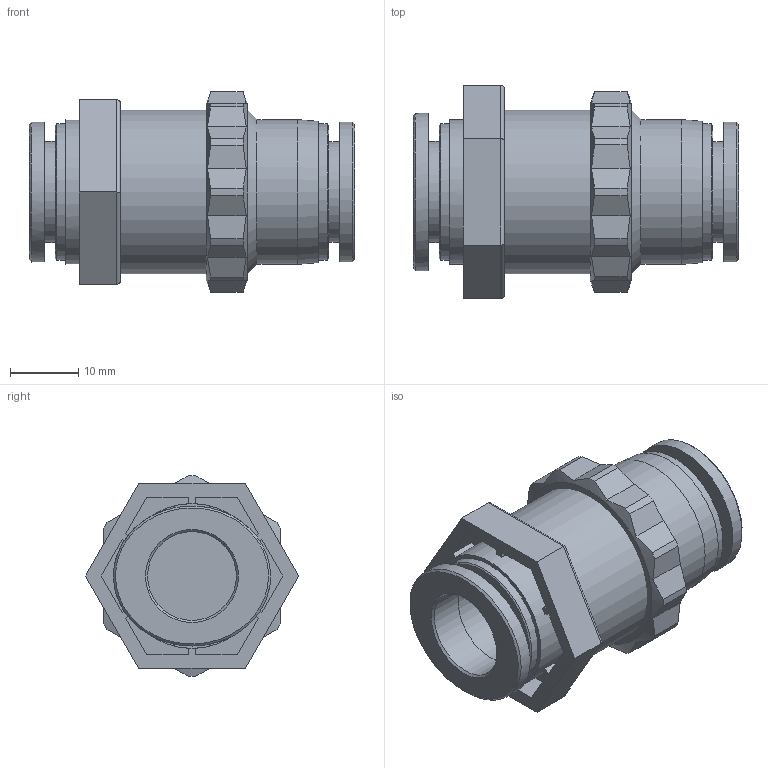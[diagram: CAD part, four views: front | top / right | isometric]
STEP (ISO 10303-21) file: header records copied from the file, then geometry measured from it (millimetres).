
FILE_DESCRIPTION((''),'2;1');
FILE_NAME('PPM 1_2.stp','2016-10-17T14:54:54',('Administrator'),(''),'Autodesk Inventor 2013','Autodesk Inventor 2013','');
FILE_SCHEMA(('CONFIG_CONTROL_DESIGN'));
Length unit declared in the file: millimetre
Products named in the file (5): PPM 1_2; NPM BODY 1_2; PPM NUT 12; SLEEVE N1_2L; SLEEVE N1_2R-L
Assembly tree (4 placements, depth 2):
  PPM 1_2
    NPM BODY 1_2
    PPM NUT 12
    SLEEVE N1_2L
    SLEEVE N1_2R-L
Bounding box: 47.6 x 31.18 x 29.4 mm (x, y, z)
Volume: 14591.7 mm3; surface area: 9739 mm2
Topology: 4 solids, 4 shells, 120 faces, 295 edges, 191 vertices
Faces by surface type: plane 76, cylinder 31, cone 11, bspline 2
Full cylindrical faces by diameter (mm): 13 x4, 14.8 x2, 20 x2, 20.5 x1, 21.2 x2, 22 x1, 24 x1
Entity records: 3580 total; most frequent: CARTESIAN_POINT 796, DIRECTION 549, ORIENTED_EDGE 534, EDGE_CURVE 267, AXIS2_PLACEMENT_3D 205, VERTEX_POINT 188, EDGE_LOOP 159, VECTOR 139
